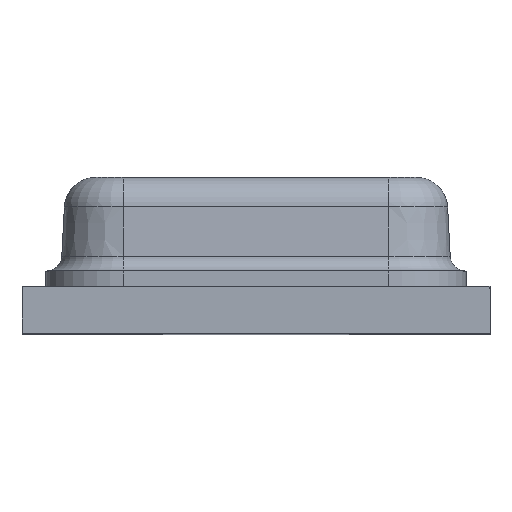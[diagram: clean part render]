
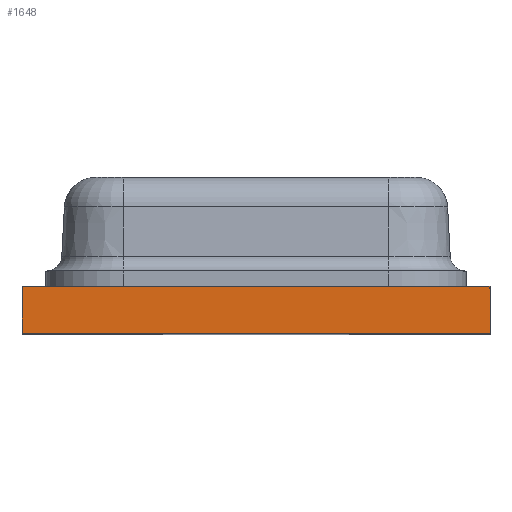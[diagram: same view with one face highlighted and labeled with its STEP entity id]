
A CAD part, top view. The second image highlights one B-rep face of the part: STEP entity #1648.
In plain terms, the highlighted planar face has unit normal (0, 0, 1).
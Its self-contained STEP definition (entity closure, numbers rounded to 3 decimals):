
#42 = DIRECTION ( 'NONE',  ( 1., 0., 0. ) ) ;
#176 = DIRECTION ( 'NONE',  ( 0., -1., 0. ) ) ;
#209 = CARTESIAN_POINT ( 'NONE',  ( -1.5, 0., 2.5 ) ) ;
#269 = ORIENTED_EDGE ( 'NONE', *, *, #2134, .F. ) ;
#280 = ORIENTED_EDGE ( 'NONE', *, *, #2919, .T. ) ;
#304 = VECTOR ( 'NONE', #42, 1000. ) ;
#314 = PLANE ( 'NONE',  #4300 ) ;
#664 = VERTEX_POINT ( 'NONE', #3580 ) ;
#771 = FACE_OUTER_BOUND ( 'NONE', #3989, .T. ) ;
#873 = DIRECTION ( 'NONE',  ( -1., 0., 0. ) ) ;
#940 = LINE ( 'NONE', #4408, #1279 ) ;
#1059 = CARTESIAN_POINT ( 'NONE',  ( 1.5, 0., 2.5 ) ) ;
#1107 = EDGE_CURVE ( 'NONE', #1358, #2881, #940, .T. ) ;
#1168 = CARTESIAN_POINT ( 'NONE',  ( -1.5, 0.3, 2.5 ) ) ;
#1279 = VECTOR ( 'NONE', #3345, 1000. ) ;
#1358 = VERTEX_POINT ( 'NONE', #1834 ) ;
#1648 = ADVANCED_FACE ( 'NONE', ( #771 ), #314, .F. ) ;
#1666 = LINE ( 'NONE', #1059, #304 ) ;
#1834 = CARTESIAN_POINT ( 'NONE',  ( -1.5, 0.3, 2.5 ) ) ;
#1999 = ORIENTED_EDGE ( 'NONE', *, *, #1107, .F. ) ;
#2035 = ORIENTED_EDGE ( 'NONE', *, *, #3964, .T. ) ;
#2134 = EDGE_CURVE ( 'NONE', #2881, #664, #2691, .T. ) ;
#2318 = VECTOR ( 'NONE', #176, 1000. ) ;
#2518 = CARTESIAN_POINT ( 'NONE',  ( 1.5, 0.3, 2.5 ) ) ;
#2687 = CARTESIAN_POINT ( 'NONE',  ( 1.5, 0.3, 2.5 ) ) ;
#2691 = LINE ( 'NONE', #2518, #3153 ) ;
#2865 = DIRECTION ( 'NONE',  ( 0., -1., 0. ) ) ;
#2881 = VERTEX_POINT ( 'NONE', #3671 ) ;
#2912 = DIRECTION ( 'NONE',  ( 0., 0., -1. ) ) ;
#2919 = EDGE_CURVE ( 'NONE', #3510, #664, #1666, .T. ) ;
#3010 = LINE ( 'NONE', #1168, #2318 ) ;
#3153 = VECTOR ( 'NONE', #2865, 1000. ) ;
#3345 = DIRECTION ( 'NONE',  ( 1., 0., 0. ) ) ;
#3510 = VERTEX_POINT ( 'NONE', #209 ) ;
#3580 = CARTESIAN_POINT ( 'NONE',  ( 1.5, 0., 2.5 ) ) ;
#3671 = CARTESIAN_POINT ( 'NONE',  ( 1.5, 0.3, 2.5 ) ) ;
#3964 = EDGE_CURVE ( 'NONE', #1358, #3510, #3010, .T. ) ;
#3989 = EDGE_LOOP ( 'NONE', ( #280, #269, #1999, #2035 ) ) ;
#4300 = AXIS2_PLACEMENT_3D ( 'NONE', #2687, #2912, #873 ) ;
#4408 = CARTESIAN_POINT ( 'NONE',  ( 1.5, 0.3, 2.5 ) ) ;
